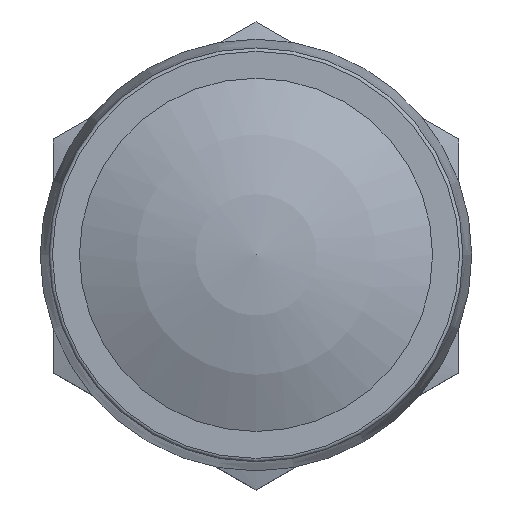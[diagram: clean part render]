
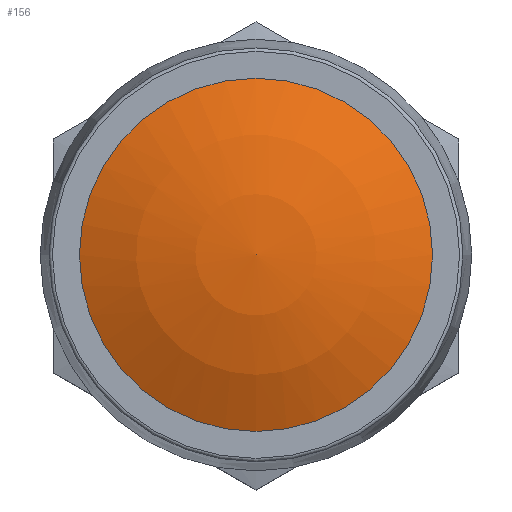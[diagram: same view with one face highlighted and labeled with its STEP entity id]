
A CAD part, top view. The second image highlights one B-rep face of the part: STEP entity #156.
In plain terms, the highlighted spherical face has radius 30 mm.
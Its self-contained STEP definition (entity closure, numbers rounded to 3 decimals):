
#156 = ADVANCED_FACE( '', ( #369 ), #370, .T. );
#369 = FACE_OUTER_BOUND( '', #655, .T. );
#370 = SPHERICAL_SURFACE( '', #656, 30. );
#655 = EDGE_LOOP( '', ( #1020 ) );
#656 = AXIS2_PLACEMENT_3D( '', #1021, #1022, #1023 );
#1020 = ORIENTED_EDGE( '', *, *, #1343, .T. );
#1021 = CARTESIAN_POINT( '', ( 0., 0., -2. ) );
#1022 = DIRECTION( '', ( 0., 0., 1. ) );
#1023 = DIRECTION( '', ( 0., 1., 0. ) );
#1343 = EDGE_CURVE( '', #1543, #1543, #1544, .T. );
#1543 = VERTEX_POINT( '', #1871 );
#1544 = CIRCLE( '', #1872, 13.077 );
#1871 = CARTESIAN_POINT( '', ( 13.077, 0., 25. ) );
#1872 = AXIS2_PLACEMENT_3D( '', #2076, #2077, #2078 );
#2076 = CARTESIAN_POINT( '', ( 0., 0., 25. ) );
#2077 = DIRECTION( '', ( 0., 0., 1. ) );
#2078 = DIRECTION( '', ( 1., 0., 0. ) );
